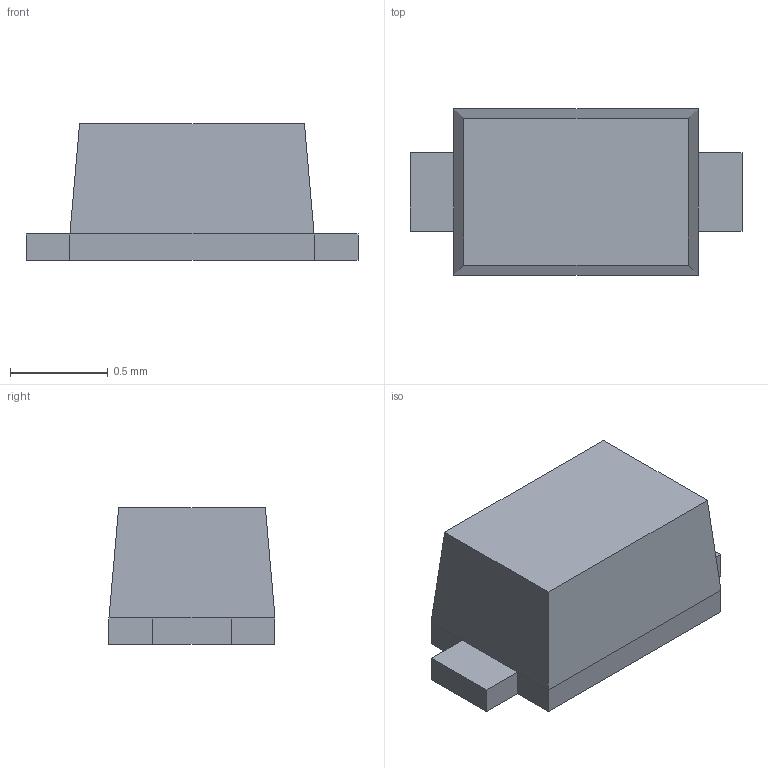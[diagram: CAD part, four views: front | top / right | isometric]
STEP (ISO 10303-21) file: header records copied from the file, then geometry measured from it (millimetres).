
FILE_DESCRIPTION(/* description */ (''),/* implementation_level */ '2;1');
FILE_NAME(/* name */ 'SOD523.stp',/* time_stamp */ '2018-03-05T14:34:02+01:00',/* author */ (''),/* organization */ (''),/* preprocessor_version */ 'ST-DEVELOPER v14',/* originating_system */ 'SIEMENS PLM Software NX 8.0',/* authorisation */ '');
FILE_SCHEMA (('CONFIG_CONTROL_DESIGN'));
Length unit declared in the file: millimetre
Products named in the file (1): SOD523
Bounding box: 1.7 x 0.85 x 0.7 mm (x, y, z)
Volume: 0.7 mm3; surface area: 5.2 mm2
Topology: 1 solids, 1 shells, 20 faces, 46 edges, 28 vertices
Faces by surface type: plane 20
Entity records: 630 total; most frequent: CARTESIAN_POINT 95, ORIENTED_EDGE 92, DIRECTION 88, EDGE_CURVE 46, LINE 46, VECTOR 46, VERTEX_POINT 28, AXIS2_PLACEMENT_3D 21
